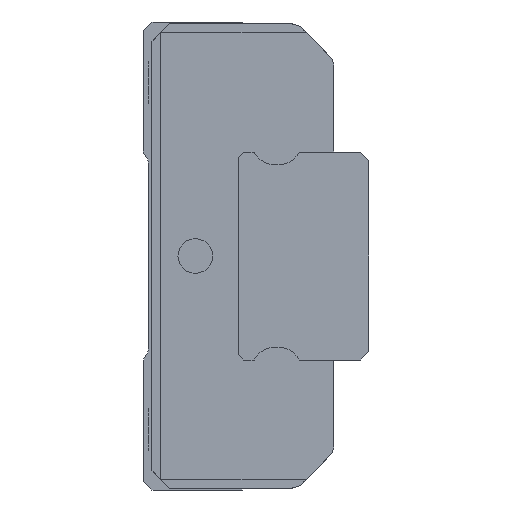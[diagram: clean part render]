
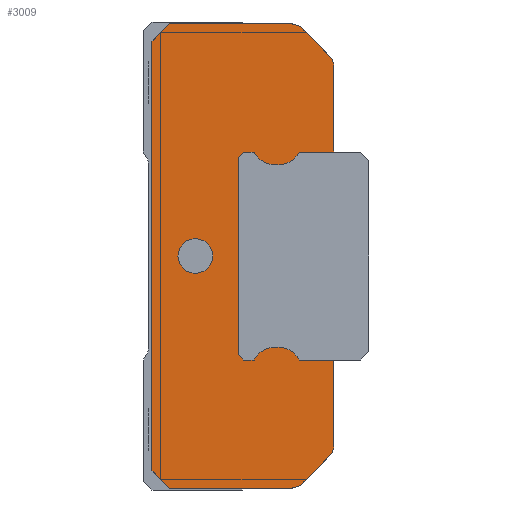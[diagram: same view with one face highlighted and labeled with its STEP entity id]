
A CAD part, left-side view. The second image highlights one B-rep face of the part: STEP entity #3009.
In plain terms, the highlighted planar face has unit normal (-1, 0, 0).
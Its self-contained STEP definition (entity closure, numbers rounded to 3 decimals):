
#210=FACE_BOUND('',#806,.T.);
#295=PLANE('',#3351);
#475=FACE_OUTER_BOUND('',#805,.T.);
#805=EDGE_LOOP('',(#2599,#2600,#2601,#2602,#2603,#2604,#2605,#2606,#2607,
#2608,#2609,#2610,#2611,#2612,#2613,#2614,#2615,#2616,#2617,#2618,#2619,
#2620,#2621,#2622));
#806=EDGE_LOOP('',(#2623));
#954=CIRCLE('',#3256,1.);
#958=CIRCLE('',#3269,1.);
#977=CIRCLE('',#3335,1.38);
#979=CIRCLE('',#3338,1.38);
#981=CIRCLE('',#3346,1.38);
#983=CIRCLE('',#3349,1.38);
#984=CIRCLE('',#3352,1.);
#985=CIRCLE('',#3353,1.);
#986=CIRCLE('',#3354,1.);
#1048=LINE('',#4750,#1250);
#1065=LINE('',#4785,#1267);
#1069=LINE('',#4796,#1271);
#1096=LINE('',#4859,#1298);
#1105=LINE('',#4879,#1307);
#1109=LINE('',#4886,#1311);
#1128=LINE('',#4960,#1330);
#1134=LINE('',#4980,#1336);
#1137=LINE('',#4986,#1339);
#1140=LINE('',#4992,#1342);
#1143=LINE('',#4998,#1345);
#1146=LINE('',#5004,#1348);
#1152=LINE('',#5023,#1354);
#1153=LINE('',#5026,#1355);
#1154=LINE('',#5028,#1356);
#1155=LINE('',#5032,#1357);
#1250=VECTOR('',#3917,1.414);
#1267=VECTOR('',#3946,6.986);
#1271=VECTOR('',#3958,2.141);
#1298=VECTOR('',#4009,2.141);
#1307=VECTOR('',#4026,1.414);
#1311=VECTOR('',#4032,6.986);
#1330=VECTOR('',#4119,1.987);
#1336=VECTOR('',#4139,0.587);
#1339=VECTOR('',#4144,0.424);
#1342=VECTOR('',#4149,11.4);
#1345=VECTOR('',#4154,0.424);
#1348=VECTOR('',#4159,0.587);
#1354=VECTOR('',#4179,1.987);
#1355=VECTOR('',#4182,4.886);
#1356=VECTOR('',#4185,24.8);
#1357=VECTOR('',#4190,4.886);
#1538=VERTEX_POINT('',#4696);
#1551=VERTEX_POINT('',#4731);
#1552=VERTEX_POINT('',#4733);
#1557=VERTEX_POINT('',#4747);
#1558=VERTEX_POINT('',#4749);
#1573=VERTEX_POINT('',#4795);
#1596=VERTEX_POINT('',#4856);
#1597=VERTEX_POINT('',#4858);
#1603=VERTEX_POINT('',#4876);
#1604=VERTEX_POINT('',#4878);
#1606=VERTEX_POINT('',#4884);
#1625=VERTEX_POINT('',#4956);
#1627=VERTEX_POINT('',#4959);
#1630=VERTEX_POINT('',#4967);
#1632=VERTEX_POINT('',#4973);
#1634=VERTEX_POINT('',#4979);
#1636=VERTEX_POINT('',#4985);
#1638=VERTEX_POINT('',#4991);
#1640=VERTEX_POINT('',#4997);
#1642=VERTEX_POINT('',#5003);
#1644=VERTEX_POINT('',#5009);
#1646=VERTEX_POINT('',#5015);
#1648=VERTEX_POINT('',#5020);
#1649=VERTEX_POINT('',#5025);
#1650=VERTEX_POINT('',#5030);
#1834=EDGE_CURVE('',#1538,#1538,#954,.T.);
#1850=EDGE_CURVE('',#1551,#1552,#958,.T.);
#1858=EDGE_CURVE('',#1557,#1558,#1048,.T.);
#1876=EDGE_CURVE('',#1558,#1551,#1065,.T.);
#1881=EDGE_CURVE('',#1552,#1573,#1069,.T.);
#1912=EDGE_CURVE('',#1596,#1597,#1096,.T.);
#1922=EDGE_CURVE('',#1603,#1604,#1105,.T.);
#1926=EDGE_CURVE('',#1606,#1603,#1109,.T.);
#1957=EDGE_CURVE('',#1627,#1625,#1128,.T.);
#1961=EDGE_CURVE('',#1630,#1627,#977,.T.);
#1964=EDGE_CURVE('',#1632,#1630,#979,.T.);
#1967=EDGE_CURVE('',#1634,#1632,#1134,.T.);
#1970=EDGE_CURVE('',#1636,#1634,#1137,.T.);
#1973=EDGE_CURVE('',#1638,#1636,#1140,.T.);
#1976=EDGE_CURVE('',#1640,#1638,#1143,.T.);
#1979=EDGE_CURVE('',#1642,#1640,#1146,.T.);
#1982=EDGE_CURVE('',#1644,#1642,#981,.T.);
#1985=EDGE_CURVE('',#1646,#1644,#983,.T.);
#1989=EDGE_CURVE('',#1648,#1646,#1152,.T.);
#1990=EDGE_CURVE('',#1649,#1625,#1153,.T.);
#1991=EDGE_CURVE('',#1573,#1649,#984,.T.);
#1992=EDGE_CURVE('',#1604,#1557,#1154,.T.);
#1993=EDGE_CURVE('',#1597,#1606,#985,.T.);
#1994=EDGE_CURVE('',#1650,#1596,#986,.T.);
#1995=EDGE_CURVE('',#1648,#1650,#1155,.T.);
#2599=ORIENTED_EDGE('',*,*,#1989,.T.);
#2600=ORIENTED_EDGE('',*,*,#1985,.T.);
#2601=ORIENTED_EDGE('',*,*,#1982,.T.);
#2602=ORIENTED_EDGE('',*,*,#1979,.T.);
#2603=ORIENTED_EDGE('',*,*,#1976,.T.);
#2604=ORIENTED_EDGE('',*,*,#1973,.T.);
#2605=ORIENTED_EDGE('',*,*,#1970,.T.);
#2606=ORIENTED_EDGE('',*,*,#1967,.T.);
#2607=ORIENTED_EDGE('',*,*,#1964,.T.);
#2608=ORIENTED_EDGE('',*,*,#1961,.T.);
#2609=ORIENTED_EDGE('',*,*,#1957,.T.);
#2610=ORIENTED_EDGE('',*,*,#1990,.F.);
#2611=ORIENTED_EDGE('',*,*,#1991,.F.);
#2612=ORIENTED_EDGE('',*,*,#1881,.F.);
#2613=ORIENTED_EDGE('',*,*,#1850,.F.);
#2614=ORIENTED_EDGE('',*,*,#1876,.F.);
#2615=ORIENTED_EDGE('',*,*,#1858,.F.);
#2616=ORIENTED_EDGE('',*,*,#1992,.F.);
#2617=ORIENTED_EDGE('',*,*,#1922,.F.);
#2618=ORIENTED_EDGE('',*,*,#1926,.F.);
#2619=ORIENTED_EDGE('',*,*,#1993,.F.);
#2620=ORIENTED_EDGE('',*,*,#1912,.F.);
#2621=ORIENTED_EDGE('',*,*,#1994,.F.);
#2622=ORIENTED_EDGE('',*,*,#1995,.F.);
#2623=ORIENTED_EDGE('',*,*,#1834,.T.);
#3009=ADVANCED_FACE('',(#475,#210),#295,.F.);
#3256=AXIS2_PLACEMENT_3D('',#4697,#3868,#3869);
#3269=AXIS2_PLACEMENT_3D('',#4734,#3904,#3905);
#3335=AXIS2_PLACEMENT_3D('',#4968,#4126,#4127);
#3338=AXIS2_PLACEMENT_3D('',#4974,#4133,#4134);
#3346=AXIS2_PLACEMENT_3D('',#5010,#4165,#4166);
#3349=AXIS2_PLACEMENT_3D('',#5016,#4172,#4173);
#3351=AXIS2_PLACEMENT_3D('',#5024,#4180,#4181);
#3352=AXIS2_PLACEMENT_3D('',#5027,#4183,#4184);
#3353=AXIS2_PLACEMENT_3D('',#5029,#4186,#4187);
#3354=AXIS2_PLACEMENT_3D('',#5031,#4188,#4189);
#3868=DIRECTION('center_axis',(1.,0.,0.));
#3869=DIRECTION('ref_axis',(0.,1.,0.));
#3904=DIRECTION('center_axis',(1.,0.,0.));
#3905=DIRECTION('ref_axis',(0.,0.,1.));
#3917=DIRECTION('',(0.,-0.707,0.707));
#3946=DIRECTION('',(0.,-1.,0.));
#3958=DIRECTION('',(0.,-0.707,-0.707));
#4009=DIRECTION('',(0.,0.707,-0.707));
#4026=DIRECTION('',(0.,0.707,0.707));
#4032=DIRECTION('',(0.,1.,0.));
#4119=DIRECTION('',(0.,-1.,0.));
#4126=DIRECTION('center_axis',(-1.,0.,0.));
#4127=DIRECTION('ref_axis',(0.,0.886,0.464));
#4133=DIRECTION('center_axis',(-1.,0.,0.));
#4134=DIRECTION('ref_axis',(0.,0.065,0.998));
#4139=DIRECTION('',(0.,-1.,0.));
#4144=DIRECTION('',(0.,-0.707,0.707));
#4149=DIRECTION('',(0.,0.,1.));
#4154=DIRECTION('',(0.,0.707,0.707));
#4159=DIRECTION('',(0.,1.,0.));
#4165=DIRECTION('center_axis',(-1.,0.,0.));
#4166=DIRECTION('ref_axis',(0.,-0.886,-0.464));
#4172=DIRECTION('center_axis',(-1.,0.,0.));
#4173=DIRECTION('ref_axis',(0.,-0.065,-0.998));
#4179=DIRECTION('',(0.,1.,0.));
#4180=DIRECTION('center_axis',(1.,0.,0.));
#4181=DIRECTION('ref_axis',(0.,0.,-1.));
#4182=DIRECTION('',(0.,0.,-1.));
#4183=DIRECTION('center_axis',(1.,0.,0.));
#4184=DIRECTION('ref_axis',(0.,-0.707,0.707));
#4185=DIRECTION('',(0.,0.,1.));
#4186=DIRECTION('center_axis',(1.,0.,0.));
#4187=DIRECTION('ref_axis',(0.,-0.707,-0.707));
#4188=DIRECTION('center_axis',(1.,0.,0.));
#4189=DIRECTION('ref_axis',(0.,-1.,0.));
#4190=DIRECTION('',(0.,0.,-1.));
#4696=CARTESIAN_POINT('',(-17.2,9.,0.));
#4697=CARTESIAN_POINT('Origin',(-17.2,8.,0.));
#4731=CARTESIAN_POINT('',(-17.2,2.514,13.4));
#4733=CARTESIAN_POINT('',(-17.2,1.807,13.107));
#4734=CARTESIAN_POINT('Origin',(-17.2,2.514,12.4));
#4747=CARTESIAN_POINT('',(-17.2,10.5,12.4));
#4749=CARTESIAN_POINT('',(-17.2,9.5,13.4));
#4750=CARTESIAN_POINT('',(-17.2,10.5,12.4));
#4785=CARTESIAN_POINT('',(-17.2,9.5,13.4));
#4795=CARTESIAN_POINT('',(-17.2,0.293,11.593));
#4796=CARTESIAN_POINT('',(-17.2,1.807,13.107));
#4856=CARTESIAN_POINT('',(-17.2,0.293,-11.593));
#4858=CARTESIAN_POINT('',(-17.2,1.807,-13.107));
#4859=CARTESIAN_POINT('',(-17.2,0.293,-11.593));
#4876=CARTESIAN_POINT('',(-17.2,9.5,-13.4));
#4878=CARTESIAN_POINT('',(-17.2,10.5,-12.4));
#4879=CARTESIAN_POINT('',(-17.2,9.5,-13.4));
#4884=CARTESIAN_POINT('',(-17.2,2.514,-13.4));
#4886=CARTESIAN_POINT('',(-17.2,2.514,-13.4));
#4956=CARTESIAN_POINT('',(-17.2,0.,6.));
#4959=CARTESIAN_POINT('',(-17.2,1.987,6.));
#4960=CARTESIAN_POINT('',(-17.2,1.938,6.));
#4967=CARTESIAN_POINT('',(-17.2,3.3,5.263));
#4968=CARTESIAN_POINT('Origin',(-17.2,3.21,6.64));
#4973=CARTESIAN_POINT('',(-17.2,4.613,6.));
#4974=CARTESIAN_POINT('Origin',(-17.2,3.39,6.64));
#4979=CARTESIAN_POINT('',(-17.2,5.2,6.));
#4980=CARTESIAN_POINT('',(-17.2,4.995,6.));
#4985=CARTESIAN_POINT('',(-17.2,5.5,5.7));
#4986=CARTESIAN_POINT('',(-17.2,6.744,4.456));
#4991=CARTESIAN_POINT('',(-17.2,5.5,-5.7));
#4992=CARTESIAN_POINT('',(-17.2,5.5,2.85));
#4997=CARTESIAN_POINT('',(-17.2,5.2,-6.));
#4998=CARTESIAN_POINT('',(-17.2,6.894,-4.306));
#5003=CARTESIAN_POINT('',(-17.2,4.613,-6.));
#5004=CARTESIAN_POINT('',(-17.2,5.288,-6.));
#5009=CARTESIAN_POINT('',(-17.2,3.3,-5.263));
#5010=CARTESIAN_POINT('Origin',(-17.2,3.39,-6.64));
#5015=CARTESIAN_POINT('',(-17.2,1.987,-6.));
#5016=CARTESIAN_POINT('Origin',(-17.2,3.21,-6.64));
#5020=CARTESIAN_POINT('',(-17.2,0.,-6.));
#5023=CARTESIAN_POINT('',(-17.2,3.682,-6.));
#5024=CARTESIAN_POINT('Origin',(-17.2,5.377,0.));
#5025=CARTESIAN_POINT('',(-17.2,0.,10.886));
#5026=CARTESIAN_POINT('',(-17.2,0.,10.886));
#5027=CARTESIAN_POINT('Origin',(-17.2,1.,10.886));
#5028=CARTESIAN_POINT('',(-17.2,10.5,-12.4));
#5029=CARTESIAN_POINT('Origin',(-17.2,2.514,-12.4));
#5030=CARTESIAN_POINT('',(-17.2,0.,-10.886));
#5031=CARTESIAN_POINT('Origin',(-17.2,1.,-10.886));
#5032=CARTESIAN_POINT('',(-17.2,0.,10.886));
